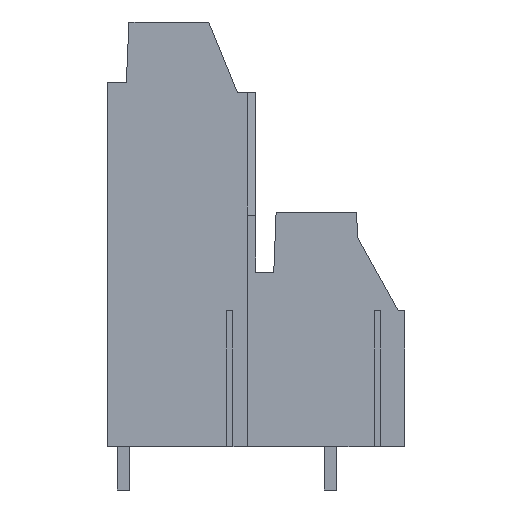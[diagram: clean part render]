
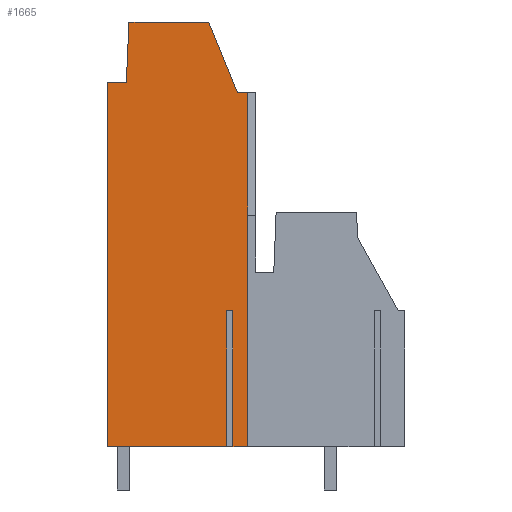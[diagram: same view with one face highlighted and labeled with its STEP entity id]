
A CAD part, left-side view. The second image highlights one B-rep face of the part: STEP entity #1665.
In plain terms, the highlighted planar face has unit normal (-1, 0, 0).
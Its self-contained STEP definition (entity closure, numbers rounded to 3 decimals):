
#1599=AXIS2_PLACEMENT_3D('Plane Axis2P3D',#1596,#1597,#1598) ;
#799=CARTESIAN_POINT('Line Origine',(0.,12.12,3.2)) ;
#803=CARTESIAN_POINT('Vertex',(0.,11.574,3.2)) ;
#805=CARTESIAN_POINT('Vertex',(0.,12.665,3.2)) ;
#854=CARTESIAN_POINT('Vertex',(0.,13.115,3.2)) ;
#857=CARTESIAN_POINT('Line Origine',(0.,17.528,3.2)) ;
#861=CARTESIAN_POINT('Vertex',(0.,21.94,3.2)) ;
#1370=CARTESIAN_POINT('Vertex',(0.,11.574,29.26)) ;
#1373=CARTESIAN_POINT('Line Origine',(0.,11.574,16.23)) ;
#1579=CARTESIAN_POINT('Vertex',(0.,12.337,29.26)) ;
#1582=CARTESIAN_POINT('Line Origine',(0.,11.956,29.26)) ;
#1596=CARTESIAN_POINT('Axis2P3D Location',(0.,11.,17.2)) ;
#1602=CARTESIAN_POINT('Control Point',(0.,20.328,34.47)) ;
#1603=CARTESIAN_POINT('Control Point',(0.,20.521,30.05)) ;
#1604=CARTESIAN_POINT('Vertex',(0.,20.328,34.47)) ;
#1606=CARTESIAN_POINT('Vertex',(0.,20.521,30.05)) ;
#1609=CARTESIAN_POINT('Line Origine',(0.,16.853,30.05)) ;
#1613=CARTESIAN_POINT('Vertex',(0.,21.94,30.05)) ;
#1616=CARTESIAN_POINT('Line Origine',(0.,21.94,34.47)) ;
#1621=CARTESIAN_POINT('Line Origine',(0.,13.115,34.47)) ;
#1625=CARTESIAN_POINT('Vertex',(0.,13.115,13.2)) ;
#1628=CARTESIAN_POINT('Line Origine',(0.,16.853,13.2)) ;
#1632=CARTESIAN_POINT('Vertex',(0.,12.665,13.2)) ;
#1635=CARTESIAN_POINT('Line Origine',(0.,12.665,34.47)) ;
#1641=CARTESIAN_POINT('Control Point',(0.,12.337,29.26)) ;
#1642=CARTESIAN_POINT('Control Point',(0.,14.449,34.47)) ;
#1643=CARTESIAN_POINT('Vertex',(0.,14.449,34.47)) ;
#1646=CARTESIAN_POINT('Line Origine',(0.,16.853,34.47)) ;
#800=DIRECTION('Vector Direction',(0.,1.,0.)) ;
#858=DIRECTION('Vector Direction',(0.,1.,0.)) ;
#1374=DIRECTION('Vector Direction',(0.,0.,-1.)) ;
#1583=DIRECTION('Vector Direction',(0.,1.,0.)) ;
#1597=DIRECTION('Axis2P3D Direction',(1.,0.,0.)) ;
#1598=DIRECTION('Axis2P3D XDirection',(0.,1.,0.)) ;
#1610=DIRECTION('Vector Direction',(0.,1.,0.)) ;
#1617=DIRECTION('Vector Direction',(0.,0.,1.)) ;
#1622=DIRECTION('Vector Direction',(0.,0.,1.)) ;
#1629=DIRECTION('Vector Direction',(0.,1.,0.)) ;
#1636=DIRECTION('Vector Direction',(0.,0.,1.)) ;
#1647=DIRECTION('Vector Direction',(0.,1.,0.)) ;
#801=VECTOR('Line Direction',#800,1.) ;
#859=VECTOR('Line Direction',#858,1.) ;
#1375=VECTOR('Line Direction',#1374,1.) ;
#1584=VECTOR('Line Direction',#1583,1.) ;
#1611=VECTOR('Line Direction',#1610,1.) ;
#1618=VECTOR('Line Direction',#1617,1.) ;
#1623=VECTOR('Line Direction',#1622,1.) ;
#1630=VECTOR('Line Direction',#1629,1.) ;
#1637=VECTOR('Line Direction',#1636,1.) ;
#1648=VECTOR('Line Direction',#1647,1.) ;
#1652=ORIENTED_EDGE('',*,*,#1608,.T.) ;
#1653=ORIENTED_EDGE('',*,*,#1615,.T.) ;
#1654=ORIENTED_EDGE('',*,*,#1620,.T.) ;
#1655=ORIENTED_EDGE('',*,*,#863,.F.) ;
#1656=ORIENTED_EDGE('',*,*,#1627,.T.) ;
#1657=ORIENTED_EDGE('',*,*,#1634,.T.) ;
#1658=ORIENTED_EDGE('',*,*,#1639,.F.) ;
#1659=ORIENTED_EDGE('',*,*,#807,.F.) ;
#1660=ORIENTED_EDGE('',*,*,#1377,.F.) ;
#1661=ORIENTED_EDGE('',*,*,#1586,.T.) ;
#1662=ORIENTED_EDGE('',*,*,#1645,.T.) ;
#1663=ORIENTED_EDGE('',*,*,#1650,.T.) ;
#1665=ADVANCED_FACE('housing',(#1664),#1600,.F.) ;
#1601=B_SPLINE_CURVE_WITH_KNOTS('',1,(#1602,#1603),.UNSPECIFIED.,.F.,.U.,(2,2),(-2.212,2.212),.UNSPECIFIED.) ;
#1640=B_SPLINE_CURVE_WITH_KNOTS('',1,(#1641,#1642),.UNSPECIFIED.,.F.,.U.,(2,2),(-2.811,2.811),.UNSPECIFIED.) ;
#807=EDGE_CURVE('',#804,#806,#802,.T.) ;
#863=EDGE_CURVE('',#855,#862,#860,.T.) ;
#1377=EDGE_CURVE('',#1371,#804,#1376,.T.) ;
#1586=EDGE_CURVE('',#1371,#1580,#1585,.T.) ;
#1608=EDGE_CURVE('',#1605,#1607,#1601,.T.) ;
#1615=EDGE_CURVE('',#1607,#1614,#1612,.T.) ;
#1620=EDGE_CURVE('',#1614,#862,#1619,.F.) ;
#1627=EDGE_CURVE('',#855,#1626,#1624,.T.) ;
#1634=EDGE_CURVE('',#1626,#1633,#1631,.F.) ;
#1639=EDGE_CURVE('',#806,#1633,#1638,.T.) ;
#1645=EDGE_CURVE('',#1580,#1644,#1640,.T.) ;
#1650=EDGE_CURVE('',#1644,#1605,#1649,.T.) ;
#1651=EDGE_LOOP('',(#1652,#1653,#1654,#1655,#1656,#1657,#1658,#1659,#1660,#1661,#1662,#1663)) ;
#1664=FACE_OUTER_BOUND('',#1651,.T.) ;
#802=LINE('Line',#799,#801) ;
#860=LINE('Line',#857,#859) ;
#1376=LINE('Line',#1373,#1375) ;
#1585=LINE('Line',#1582,#1584) ;
#1612=LINE('Line',#1609,#1611) ;
#1619=LINE('Line',#1616,#1618) ;
#1624=LINE('Line',#1621,#1623) ;
#1631=LINE('Line',#1628,#1630) ;
#1638=LINE('Line',#1635,#1637) ;
#1649=LINE('Line',#1646,#1648) ;
#1600=PLANE('',#1599) ;
#804=VERTEX_POINT('',#803) ;
#806=VERTEX_POINT('',#805) ;
#855=VERTEX_POINT('',#854) ;
#862=VERTEX_POINT('',#861) ;
#1371=VERTEX_POINT('',#1370) ;
#1580=VERTEX_POINT('',#1579) ;
#1605=VERTEX_POINT('',#1604) ;
#1607=VERTEX_POINT('',#1606) ;
#1614=VERTEX_POINT('',#1613) ;
#1626=VERTEX_POINT('',#1625) ;
#1633=VERTEX_POINT('',#1632) ;
#1644=VERTEX_POINT('',#1643) ;
